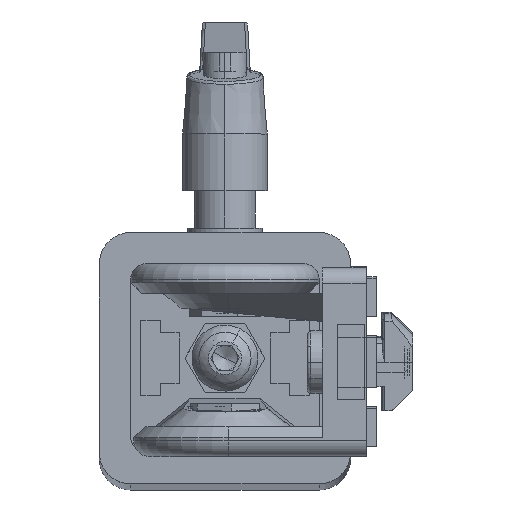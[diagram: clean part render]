
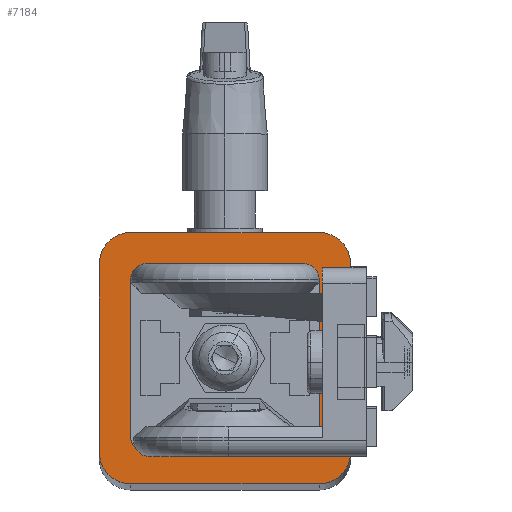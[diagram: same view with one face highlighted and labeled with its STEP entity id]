
A CAD part, top view. The second image highlights one B-rep face of the part: STEP entity #7184.
In plain terms, the highlighted planar face has unit normal (0, 0, 1).
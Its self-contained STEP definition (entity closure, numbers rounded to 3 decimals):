
#561 = VERTEX_POINT ( 'NONE', #10560 ) ;
#934 = DIRECTION ( 'NONE',  ( 0., -1., 0. ) ) ;
#1187 = DIRECTION ( 'NONE',  ( 0., 0., 1. ) ) ;
#1908 = DIRECTION ( 'NONE',  ( 1., 0., 0. ) ) ;
#2096 = DIRECTION ( 'NONE',  ( 0., 0., 1. ) ) ;
#2265 = CIRCLE ( 'NONE', #9892, 5. ) ;
#2390 = CARTESIAN_POINT ( 'NONE',  ( -2.5, 0., 11.75 ) ) ;
#2809 = DIRECTION ( 'NONE',  ( 1., 0., 0. ) ) ;
#2909 = CIRCLE ( 'NONE', #3585, 5. ) ;
#2920 = CIRCLE ( 'NONE', #15714, 2.5 ) ;
#3206 = EDGE_CURVE ( 'NONE', #15890, #7205, #13371, .T. ) ;
#3585 = AXIS2_PLACEMENT_3D ( 'NONE', #10930, #1187, #5884 ) ;
#3650 = CIRCLE ( 'NONE', #11248, 5. ) ;
#3989 = LINE ( 'NONE', #8961, #11645 ) ;
#4115 = DIRECTION ( 'NONE',  ( 1., 0., 0. ) ) ;
#4183 = LINE ( 'NONE', #15977, #19964 ) ;
#5417 = EDGE_CURVE ( 'NONE', #11835, #15890, #4183, .T. ) ;
#5470 = CARTESIAN_POINT ( 'NONE',  ( 0., 0., 11.75 ) ) ;
#5621 = CARTESIAN_POINT ( 'NONE',  ( -15., 20., 11.75 ) ) ;
#5629 = EDGE_CURVE ( 'NONE', #17545, #6652, #2920, .T. ) ;
#5881 = ORIENTED_EDGE ( 'NONE', *, *, #15197, .F. ) ;
#5884 = DIRECTION ( 'NONE',  ( 1., 0., 0. ) ) ;
#6191 = CARTESIAN_POINT ( 'NONE',  ( -15., -20., 11.75 ) ) ;
#6222 = DIRECTION ( 'NONE',  ( 0., 0., 1. ) ) ;
#6239 = CARTESIAN_POINT ( 'NONE',  ( 20., -15., 11.75 ) ) ;
#6652 = VERTEX_POINT ( 'NONE', #2390 ) ;
#7009 = DIRECTION ( 'NONE',  ( 0., 0., 1. ) ) ;
#7123 = FACE_BOUND ( 'NONE', #12456, .T. ) ;
#7184 = ADVANCED_FACE ( 'NONE', ( #7123, #20223 ), #20346, .T. ) ;
#7203 = CARTESIAN_POINT ( 'NONE',  ( 20., 15., 11.75 ) ) ;
#7205 = VERTEX_POINT ( 'NONE', #21087 ) ;
#7430 = CARTESIAN_POINT ( 'NONE',  ( 15., 15., 11.75 ) ) ;
#7526 = CARTESIAN_POINT ( 'NONE',  ( 20., -15., 11.75 ) ) ;
#7557 = DIRECTION ( 'NONE',  ( -1., 0., 0. ) ) ;
#7918 = ORIENTED_EDGE ( 'NONE', *, *, #3206, .T. ) ;
#7957 = CARTESIAN_POINT ( 'NONE',  ( 2.5, 0., 11.75 ) ) ;
#8184 = DIRECTION ( 'NONE',  ( 0., 1., 0. ) ) ;
#8304 = ORIENTED_EDGE ( 'NONE', *, *, #11486, .T. ) ;
#8641 = CARTESIAN_POINT ( 'NONE',  ( 15., -15., 11.75 ) ) ;
#8961 = CARTESIAN_POINT ( 'NONE',  ( -20., 15., 11.75 ) ) ;
#9892 = AXIS2_PLACEMENT_3D ( 'NONE', #7430, #2096, #10417 ) ;
#10125 = DIRECTION ( 'NONE',  ( 0., 0., 1. ) ) ;
#10306 = EDGE_LOOP ( 'NONE', ( #17191, #16532, #7918, #18062, #20488, #13814, #13223, #8304 ) ) ;
#10417 = DIRECTION ( 'NONE',  ( 1., 0., 0. ) ) ;
#10507 = EDGE_CURVE ( 'NONE', #18728, #11835, #2265, .T. ) ;
#10560 = CARTESIAN_POINT ( 'NONE',  ( -20., -15., 11.75 ) ) ;
#10647 = DIRECTION ( 'NONE',  ( 1., 0., 0. ) ) ;
#10724 = DIRECTION ( 'NONE',  ( 0., 0., 1. ) ) ;
#10930 = CARTESIAN_POINT ( 'NONE',  ( -15., -15., 11.75 ) ) ;
#11248 = AXIS2_PLACEMENT_3D ( 'NONE', #8641, #10125, #1908 ) ;
#11293 = EDGE_CURVE ( 'NONE', #7205, #561, #3989, .T. ) ;
#11486 = EDGE_CURVE ( 'NONE', #19988, #18728, #17611, .T. ) ;
#11489 = VERTEX_POINT ( 'NONE', #14783 ) ;
#11645 = VECTOR ( 'NONE', #934, 1000. ) ;
#11835 = VERTEX_POINT ( 'NONE', #17263 ) ;
#12456 = EDGE_LOOP ( 'NONE', ( #14615, #5881 ) ) ;
#12933 = AXIS2_PLACEMENT_3D ( 'NONE', #5470, #10724, #17262 ) ;
#13217 = CARTESIAN_POINT ( 'NONE',  ( -15., 15., 11.75 ) ) ;
#13223 = ORIENTED_EDGE ( 'NONE', *, *, #18367, .T. ) ;
#13371 = CIRCLE ( 'NONE', #15795, 5. ) ;
#13814 = ORIENTED_EDGE ( 'NONE', *, *, #19186, .T. ) ;
#14615 = ORIENTED_EDGE ( 'NONE', *, *, #5629, .F. ) ;
#14783 = CARTESIAN_POINT ( 'NONE',  ( 15., -20., 11.75 ) ) ;
#15128 = VECTOR ( 'NONE', #8184, 1000. ) ;
#15197 = EDGE_CURVE ( 'NONE', #6652, #17545, #15725, .T. ) ;
#15573 = CARTESIAN_POINT ( 'NONE',  ( -15., -20., 11.75 ) ) ;
#15714 = AXIS2_PLACEMENT_3D ( 'NONE', #17684, #6222, #17787 ) ;
#15725 = CIRCLE ( 'NONE', #12933, 2.5 ) ;
#15795 = AXIS2_PLACEMENT_3D ( 'NONE', #13217, #18953, #4115 ) ;
#15890 = VERTEX_POINT ( 'NONE', #5621 ) ;
#15919 = VERTEX_POINT ( 'NONE', #15573 ) ;
#15977 = CARTESIAN_POINT ( 'NONE',  ( 15., 20., 11.75 ) ) ;
#16532 = ORIENTED_EDGE ( 'NONE', *, *, #5417, .T. ) ;
#16827 = EDGE_CURVE ( 'NONE', #561, #15919, #2909, .T. ) ;
#17191 = ORIENTED_EDGE ( 'NONE', *, *, #10507, .T. ) ;
#17262 = DIRECTION ( 'NONE',  ( 1., 0., 0. ) ) ;
#17263 = CARTESIAN_POINT ( 'NONE',  ( 15., 20., 11.75 ) ) ;
#17504 = AXIS2_PLACEMENT_3D ( 'NONE', #18689, #7009, #10647 ) ;
#17545 = VERTEX_POINT ( 'NONE', #7957 ) ;
#17611 = LINE ( 'NONE', #6239, #15128 ) ;
#17684 = CARTESIAN_POINT ( 'NONE',  ( 0., 0., 11.75 ) ) ;
#17787 = DIRECTION ( 'NONE',  ( 1., 0., 0. ) ) ;
#17862 = LINE ( 'NONE', #6191, #18659 ) ;
#18062 = ORIENTED_EDGE ( 'NONE', *, *, #11293, .T. ) ;
#18367 = EDGE_CURVE ( 'NONE', #11489, #19988, #3650, .T. ) ;
#18659 = VECTOR ( 'NONE', #2809, 1000. ) ;
#18689 = CARTESIAN_POINT ( 'NONE',  ( 15., 15., 11.75 ) ) ;
#18728 = VERTEX_POINT ( 'NONE', #7203 ) ;
#18953 = DIRECTION ( 'NONE',  ( 0., 0., 1. ) ) ;
#19186 = EDGE_CURVE ( 'NONE', #15919, #11489, #17862, .T. ) ;
#19964 = VECTOR ( 'NONE', #7557, 1000. ) ;
#19988 = VERTEX_POINT ( 'NONE', #7526 ) ;
#20223 = FACE_OUTER_BOUND ( 'NONE', #10306, .T. ) ;
#20346 = PLANE ( 'NONE',  #17504 ) ;
#20488 = ORIENTED_EDGE ( 'NONE', *, *, #16827, .T. ) ;
#21087 = CARTESIAN_POINT ( 'NONE',  ( -20., 15., 11.75 ) ) ;
